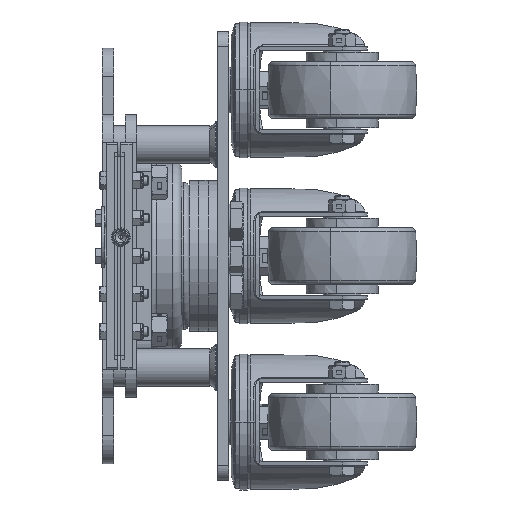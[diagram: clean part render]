
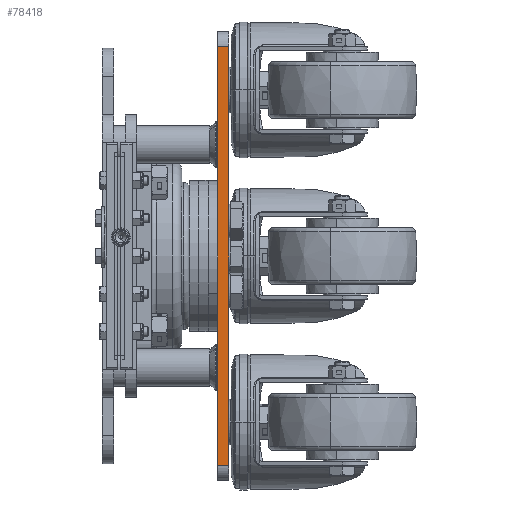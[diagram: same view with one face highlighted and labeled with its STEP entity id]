
A CAD part, left-side view. The second image highlights one B-rep face of the part: STEP entity #78418.
In plain terms, the highlighted planar face has unit normal (-1, 0, 0).
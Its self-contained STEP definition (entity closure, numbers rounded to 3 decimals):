
#407 = EDGE_CURVE ( 'NONE', #76233, #67671, #48028, .T. ) ;
#597 = DIRECTION ( 'NONE',  ( 0., 0., 1. ) ) ;
#13625 = CARTESIAN_POINT ( 'NONE',  ( -72., -49., -110.851 ) ) ;
#14857 = ORIENTED_EDGE ( 'NONE', *, *, #74358, .T. ) ;
#21155 = LINE ( 'NONE', #70773, #69736 ) ;
#21475 = VECTOR ( 'NONE', #74213, 1000. ) ;
#22197 = LINE ( 'NONE', #101839, #70645 ) ;
#29403 = ORIENTED_EDGE ( 'NONE', *, *, #407, .T. ) ;
#31418 = DIRECTION ( 'NONE',  ( 0., 1., 0. ) ) ;
#40463 = CARTESIAN_POINT ( 'NONE',  ( -72., -49., -110.851 ) ) ;
#43380 = CARTESIAN_POINT ( 'NONE',  ( -72., -49., 110.851 ) ) ;
#48028 = LINE ( 'NONE', #73312, #21475 ) ;
#54428 = EDGE_CURVE ( 'NONE', #93477, #97975, #22197, .T. ) ;
#55328 = CARTESIAN_POINT ( 'NONE',  ( -72., -43., -110.851 ) ) ;
#56203 = AXIS2_PLACEMENT_3D ( 'NONE', #40463, #71521, #81593 ) ;
#58839 = EDGE_LOOP ( 'NONE', ( #114251, #119664, #14857, #29403 ) ) ;
#67671 = VERTEX_POINT ( 'NONE', #73668 ) ;
#67957 = CARTESIAN_POINT ( 'NONE',  ( -72., -43., -110.851 ) ) ;
#68952 = VECTOR ( 'NONE', #597, 1000. ) ;
#69505 = DIRECTION ( 'NONE',  ( 0., 0., 1. ) ) ;
#69736 = VECTOR ( 'NONE', #69505, 1000. ) ;
#70645 = VECTOR ( 'NONE', #31418, 1000. ) ;
#70773 = CARTESIAN_POINT ( 'NONE',  ( -72., -49., -110.851 ) ) ;
#71521 = DIRECTION ( 'NONE',  ( -1., 0., 0. ) ) ;
#73312 = CARTESIAN_POINT ( 'NONE',  ( -72., -49., 110.851 ) ) ;
#73668 = CARTESIAN_POINT ( 'NONE',  ( -72., -43., 110.851 ) ) ;
#74213 = DIRECTION ( 'NONE',  ( 0., 1., 0. ) ) ;
#74358 = EDGE_CURVE ( 'NONE', #93477, #76233, #21155, .T. ) ;
#76233 = VERTEX_POINT ( 'NONE', #43380 ) ;
#78418 = ADVANCED_FACE ( 'NONE', ( #85080 ), #100409, .T. ) ;
#81593 = DIRECTION ( 'NONE',  ( 0., 0., 1. ) ) ;
#85080 = FACE_OUTER_BOUND ( 'NONE', #58839, .T. ) ;
#87693 = LINE ( 'NONE', #67957, #68952 ) ;
#93477 = VERTEX_POINT ( 'NONE', #13625 ) ;
#97975 = VERTEX_POINT ( 'NONE', #55328 ) ;
#100409 = PLANE ( 'NONE',  #56203 ) ;
#101839 = CARTESIAN_POINT ( 'NONE',  ( -72., -49., -110.851 ) ) ;
#114251 = ORIENTED_EDGE ( 'NONE', *, *, #115362, .F. ) ;
#115362 = EDGE_CURVE ( 'NONE', #97975, #67671, #87693, .T. ) ;
#119664 = ORIENTED_EDGE ( 'NONE', *, *, #54428, .F. ) ;
